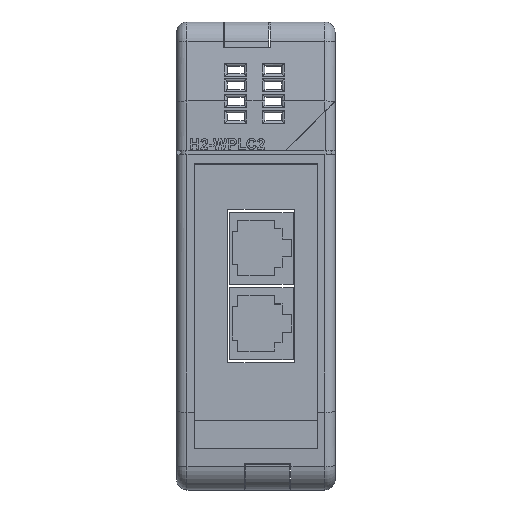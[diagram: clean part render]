
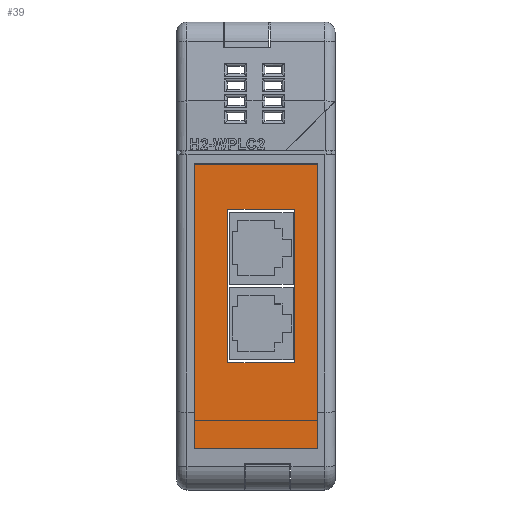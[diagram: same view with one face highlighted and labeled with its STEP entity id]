
A CAD part, top view. The second image highlights one B-rep face of the part: STEP entity #39.
In plain terms, the highlighted planar face has unit normal (0, 0, 1).
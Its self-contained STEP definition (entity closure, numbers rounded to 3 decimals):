
#28 = ORIENTED_EDGE ( 'NONE', *, *, #46, .F. ) ;
#29 = VERTEX_POINT ( 'NONE', #3718 ) ;
#30 = VERTEX_POINT ( 'NONE', #3717 ) ;
#38 = EDGE_CURVE ( 'NONE', #122, #30, #3707, .T. ) ;
#39 = ADVANCED_FACE ( 'NONE', ( #3760, #3759 ), #3744, .T. ) ;
#41 = ORIENTED_EDGE ( 'NONE', *, *, #38, .F. ) ;
#44 = EDGE_LOOP ( 'NONE', ( #28, #41, #109, #126 ) ) ;
#46 = EDGE_CURVE ( 'NONE', #30, #29, #3805, .T. ) ;
#109 = ORIENTED_EDGE ( 'NONE', *, *, #123, .F. ) ;
#110 = EDGE_LOOP ( 'NONE', ( #21090, #21083, #20781, #20502 ) ) ;
#122 = VERTEX_POINT ( 'NONE', #6713 ) ;
#123 = EDGE_CURVE ( 'NONE', #125, #122, #6746, .T. ) ;
#124 = EDGE_CURVE ( 'NONE', #29, #125, #6742, .T. ) ;
#125 = VERTEX_POINT ( 'NONE', #6738 ) ;
#126 = ORIENTED_EDGE ( 'NONE', *, *, #124, .F. ) ;
#3705 = VECTOR ( 'NONE', #3761, 1000. ) ;
#3706 = CARTESIAN_POINT ( 'NONE',  ( 10.375, 13.398, 3.614 ) ) ;
#3707 = LINE ( 'NONE', #3706, #3705 ) ;
#3717 = CARTESIAN_POINT ( 'NONE',  ( 10.375, 13.398, 3.614 ) ) ;
#3718 = CARTESIAN_POINT ( 'NONE',  ( 10.375, -16.102, 3.614 ) ) ;
#3738 = DIRECTION ( 'NONE',  ( 1., 0., 0. ) ) ;
#3739 = DIRECTION ( 'NONE',  ( 0., 0., 1. ) ) ;
#3740 = CARTESIAN_POINT ( 'NONE',  ( 3.875, 22.148, 3.614 ) ) ;
#3741 = AXIS2_PLACEMENT_3D ( 'NONE', #3740, #3739, #3738 ) ;
#3744 = PLANE ( 'NONE',  #3741 ) ;
#3759 = FACE_OUTER_BOUND ( 'NONE', #110, .T. ) ;
#3760 = FACE_BOUND ( 'NONE', #44, .T. ) ;
#3761 = DIRECTION ( 'NONE',  ( -1., 0., 0. ) ) ;
#3802 = DIRECTION ( 'NONE',  ( 0., -1., 0. ) ) ;
#3803 = VECTOR ( 'NONE', #3802, 1000. ) ;
#3804 = CARTESIAN_POINT ( 'NONE',  ( 10.375, 13.398, 3.614 ) ) ;
#3805 = LINE ( 'NONE', #3804, #3803 ) ;
#6480 = DIRECTION ( 'NONE',  ( -1., 0., 0. ) ) ;
#6481 = VECTOR ( 'NONE', #6480, 1000. ) ;
#6482 = CARTESIAN_POINT ( 'NONE',  ( 27.625, 22.148, 3.614 ) ) ;
#6483 = LINE ( 'NONE', #6482, #6481 ) ;
#6509 = CARTESIAN_POINT ( 'NONE',  ( 3.875, 22.148, 3.614 ) ) ;
#6510 = DIRECTION ( 'NONE',  ( 0., 1., 0. ) ) ;
#6511 = VECTOR ( 'NONE', #6510, 1000. ) ;
#6512 = CARTESIAN_POINT ( 'NONE',  ( 27.625, 34.27, 3.614 ) ) ;
#6513 = LINE ( 'NONE', #6512, #6511 ) ;
#6514 = CARTESIAN_POINT ( 'NONE',  ( 27.625, -32.602, 3.614 ) ) ;
#6515 = CARTESIAN_POINT ( 'NONE',  ( 27.625, 22.148, 3.614 ) ) ;
#6542 = DIRECTION ( 'NONE',  ( 0., -1., 0. ) ) ;
#6543 = VECTOR ( 'NONE', #6542, 1000. ) ;
#6544 = CARTESIAN_POINT ( 'NONE',  ( 3.875, -32.602, 3.614 ) ) ;
#6546 = LINE ( 'NONE', #6544, #6543 ) ;
#6547 = DIRECTION ( 'NONE',  ( 1., 0., 0. ) ) ;
#6548 = VECTOR ( 'NONE', #6547, 1000. ) ;
#6549 = CARTESIAN_POINT ( 'NONE',  ( 27.625, -32.602, 3.614 ) ) ;
#6550 = LINE ( 'NONE', #6549, #6548 ) ;
#6562 = CARTESIAN_POINT ( 'NONE',  ( 3.875, -32.602, 3.614 ) ) ;
#6713 = CARTESIAN_POINT ( 'NONE',  ( 23.125, 13.398, 3.614 ) ) ;
#6738 = CARTESIAN_POINT ( 'NONE',  ( 23.125, -16.102, 3.614 ) ) ;
#6739 = DIRECTION ( 'NONE',  ( 1., 0., 0. ) ) ;
#6740 = VECTOR ( 'NONE', #6739, 1000. ) ;
#6741 = CARTESIAN_POINT ( 'NONE',  ( 10.375, -16.102, 3.614 ) ) ;
#6742 = LINE ( 'NONE', #6741, #6740 ) ;
#6743 = DIRECTION ( 'NONE',  ( 0., 1., 0. ) ) ;
#6744 = VECTOR ( 'NONE', #6743, 1000. ) ;
#6745 = CARTESIAN_POINT ( 'NONE',  ( 23.125, 13.398, 3.614 ) ) ;
#6746 = LINE ( 'NONE', #6745, #6744 ) ;
#20502 = ORIENTED_EDGE ( 'NONE', *, *, #20571, .T. ) ;
#20571 = EDGE_CURVE ( 'NONE', #20686, #20932, #6483, .T. ) ;
#20686 = VERTEX_POINT ( 'NONE', #6515 ) ;
#20781 = ORIENTED_EDGE ( 'NONE', *, *, #20880, .T. ) ;
#20831 = VERTEX_POINT ( 'NONE', #6514 ) ;
#20880 = EDGE_CURVE ( 'NONE', #20831, #20686, #6513, .T. ) ;
#20932 = VERTEX_POINT ( 'NONE', #6509 ) ;
#21071 = VERTEX_POINT ( 'NONE', #6562 ) ;
#21083 = ORIENTED_EDGE ( 'NONE', *, *, #21085, .T. ) ;
#21085 = EDGE_CURVE ( 'NONE', #21071, #20831, #6550, .T. ) ;
#21090 = ORIENTED_EDGE ( 'NONE', *, *, #21091, .T. ) ;
#21091 = EDGE_CURVE ( 'NONE', #20932, #21071, #6546, .T. ) ;
